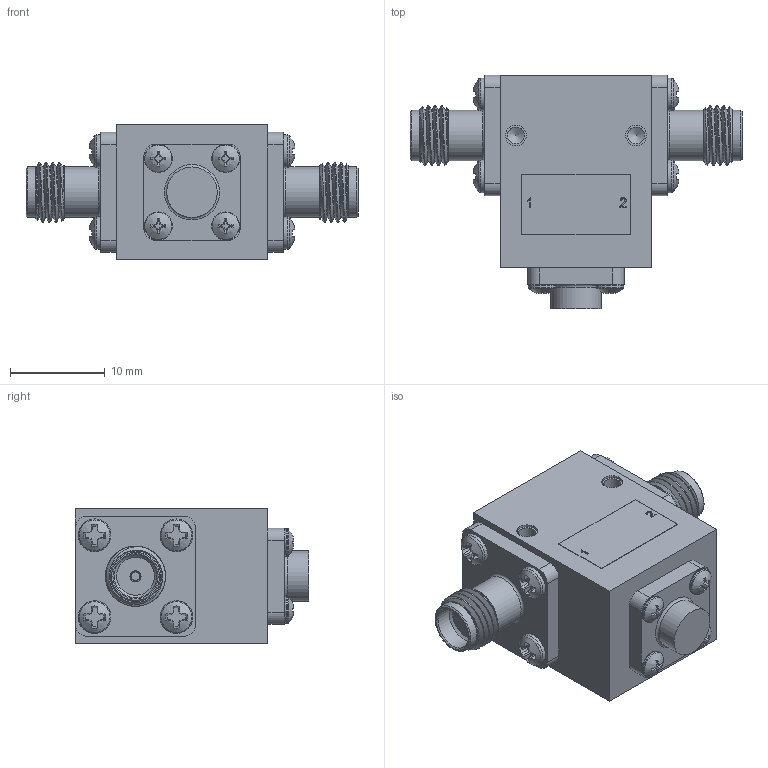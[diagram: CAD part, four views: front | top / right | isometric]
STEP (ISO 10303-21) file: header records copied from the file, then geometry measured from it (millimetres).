
FILE_DESCRIPTION (( 'STEP AP203' ), '1' );
FILE_NAME ('FMIR1011_3D.step', '2020-10-28T20:54:46', ( '' ), ( '' ), 'SwSTEP 2.0', 'SolidWorks 2018', '' );
FILE_SCHEMA (( 'CONFIG_CONTROL_DESIGN' ));
Products named in the file (1): FMIR1011_3D
Bounding box: 35.05 x 24.63 x 14.27 mm (x, y, z)
Volume: 5670.1 mm3; surface area: 3072.6 mm2
Topology: 1 solids, 15 shells, 582 faces, 1512 edges, 1007 vertices
Faces by surface type: plane 304, cylinder 146, bspline 81, cone 48, torus 3
Full cylindrical faces by diameter (mm): 0.914 x2, 1.016 x3, 1.168 x2, 1.778 x4, 1.9 x1, 2.184 x4, 2.578 x12, 2.946 x4, 3.454 x8, 4.521 x2, 5.08 x1, 5.334 x5
Entity records: 37555 total; most frequent: CARTESIAN_POINT 25000, ORIENTED_EDGE 2818, DIRECTION 2018, EDGE_CURVE 1409, VERTEX_POINT 983, EDGE_LOOP 734, AXIS2_PLACEMENT_3D 725, FACE_OUTER_BOUND 649
